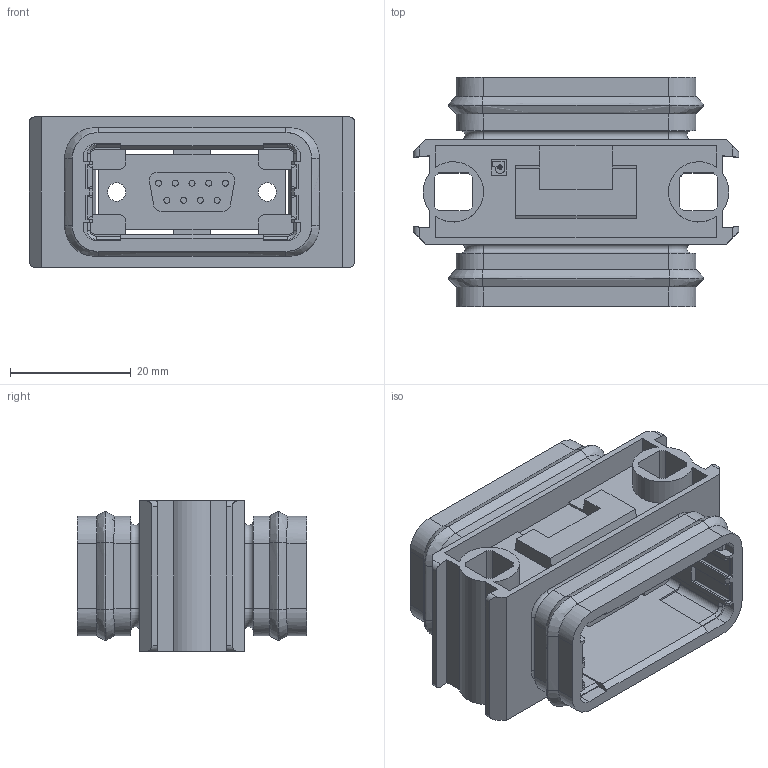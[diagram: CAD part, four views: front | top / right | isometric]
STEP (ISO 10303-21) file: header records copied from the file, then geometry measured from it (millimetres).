
FILE_DESCRIPTION(('Creo Elements/Direct Modeling STEP Export'),'2;1');
FILE_NAME('model.stp','2019-04-17T12:49:17',(''),(''),'Creo Elements/Direct Modeling STEP processor for AP214 (Solid Model)','Creo Elements/Direct Modeling 20.1A 29-Sep-2018 (C) Parametric Technology GmbH','');
FILE_SCHEMA(('AUTOMOTIVE_DESIGN { 1 0 10303 214 1 1 1 1 }'));
Products named in the file (2): VS-09-KU-BU-BU
Assembly tree (1 placements, depth 2):
  VS-09-KU-BU-BU
    VS-09-KU-BU-BU
Bounding box: 54 x 38.1 x 25 mm (x, y, z)
Volume: 16402.7 mm3; surface area: 16292.6 mm2
Topology: 1 solids, 1 shells, 604 faces, 1653 edges, 1086 vertices
Faces by surface type: plane 358, cylinder 160, extrusion 38, bspline 32, cone 8, torus 8
Entity records: 247439 total; most frequent: CARTESIAN_POINT 227777, ORIENTED_EDGE 3306, DIRECTION 2692, EDGE_CURVE 1653, VECTOR 1142, LINE 1104, VERTEX_POINT 1086, AXIS2_PLACEMENT_3D 775
